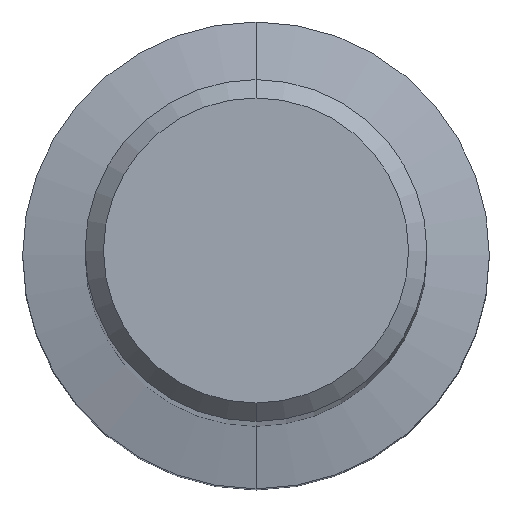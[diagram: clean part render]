
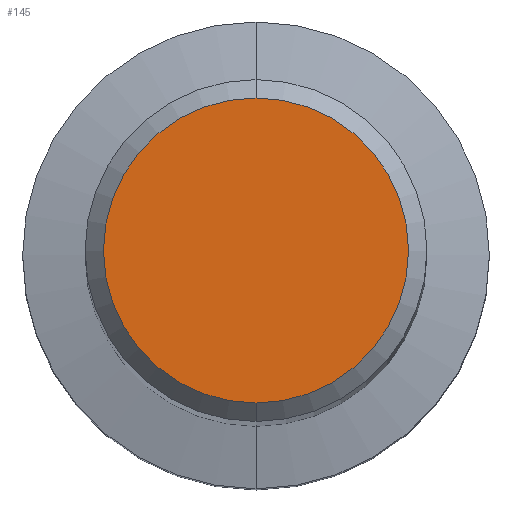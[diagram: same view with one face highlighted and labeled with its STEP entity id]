
A CAD part, top view. The second image highlights one B-rep face of the part: STEP entity #145.
In plain terms, the highlighted planar face has unit normal (0, 0, 1).
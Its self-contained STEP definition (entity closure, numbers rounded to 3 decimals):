
#145=ADVANCED_FACE('',(#347),#348,.T.);
#185=EDGE_CURVE('',#195,#207,#396,.T.);
#195=VERTEX_POINT('',#407);
#207=VERTEX_POINT('',#420);
#229=EDGE_CURVE('',#207,#195,#445,.T.);
#347=FACE_OUTER_BOUND('',#567,.T.);
#348=PLANE('',#568);
#396=CIRCLE('',#630,4.15);
#407=CARTESIAN_POINT('',(0.0,4.15,0.0));
#420=CARTESIAN_POINT('',(0.,-4.15,0.0));
#445=CIRCLE('',#690,4.15);
#567=EDGE_LOOP('',(#826,#827));
#568=AXIS2_PLACEMENT_3D('',#828,#829,#830);
#630=AXIS2_PLACEMENT_3D('',#906,#907,#908);
#690=AXIS2_PLACEMENT_3D('',#963,#964,#965);
#826=ORIENTED_EDGE('',*,*,#185,.F.);
#827=ORIENTED_EDGE('',*,*,#229,.F.);
#828=CARTESIAN_POINT('',(0.0,2.075,0.0));
#829=DIRECTION('',(-0.0,0.0,1.0));
#830=DIRECTION('',(0.0,-1.0,0.0));
#906=CARTESIAN_POINT('',(0.0,0.0,0.0));
#907=DIRECTION('',(0.0,0.0,-1.0));
#908=DIRECTION('',(0.0,1.0,0.0));
#963=CARTESIAN_POINT('',(0.0,0.0,0.0));
#964=DIRECTION('',(0.0,0.0,-1.0));
#965=DIRECTION('',(0.0,1.0,0.0));
